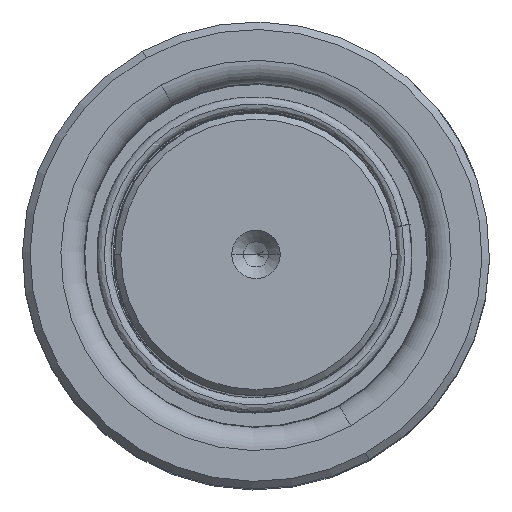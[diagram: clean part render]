
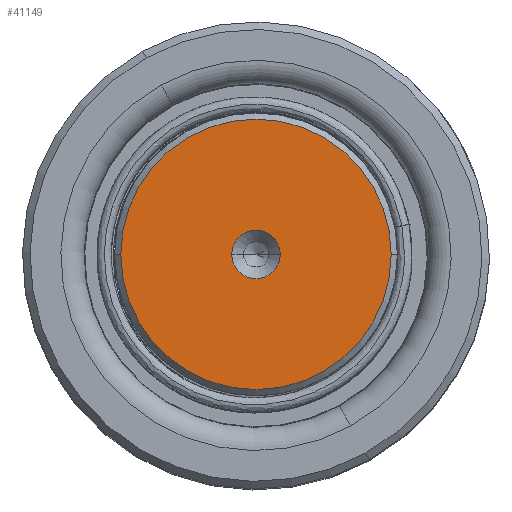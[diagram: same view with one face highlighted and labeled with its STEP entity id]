
A CAD part, top view. The second image highlights one B-rep face of the part: STEP entity #41149.
In plain terms, the highlighted planar face has unit normal (0, 0, 1).
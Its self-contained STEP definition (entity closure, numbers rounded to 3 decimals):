
#1530 = AXIS2_PLACEMENT_3D ( 'NONE', #32933, #13131, #27892 ) ;
#1912 = EDGE_CURVE ( 'NONE', #9658, #33724, #52147, .T. ) ;
#2861 = DIRECTION ( 'NONE',  ( 0., 0., 1. ) ) ;
#5235 = EDGE_LOOP ( 'NONE', ( #18257, #57009 ) ) ;
#6202 = EDGE_LOOP ( 'NONE', ( #29425, #53596 ) ) ;
#7686 = CARTESIAN_POINT ( 'NONE',  ( -3.85, 0., 200. ) ) ;
#7703 = CARTESIAN_POINT ( 'NONE',  ( 0., 0., 200. ) ) ;
#8870 = CARTESIAN_POINT ( 'NONE',  ( 0., 0., 200. ) ) ;
#9079 = DIRECTION ( 'NONE',  ( 0., 0., 1. ) ) ;
#9658 = VERTEX_POINT ( 'NONE', #7686 ) ;
#10616 = AXIS2_PLACEMENT_3D ( 'NONE', #8870, #9079, #52282 ) ;
#12652 = FACE_OUTER_BOUND ( 'NONE', #6202, .T. ) ;
#13131 = DIRECTION ( 'NONE',  ( 0., 0., 1. ) ) ;
#15149 = EDGE_CURVE ( 'NONE', #33142, #55435, #46472, .T. ) ;
#16247 = CARTESIAN_POINT ( 'NONE',  ( 21.514, 0., 200. ) ) ;
#16262 = EDGE_CURVE ( 'NONE', #55435, #33142, #55476, .T. ) ;
#18257 = ORIENTED_EDGE ( 'NONE', *, *, #41738, .F. ) ;
#21115 = CARTESIAN_POINT ( 'NONE',  ( 0., 0., 200. ) ) ;
#25812 = AXIS2_PLACEMENT_3D ( 'NONE', #37588, #56366, #42448 ) ;
#27892 = DIRECTION ( 'NONE',  ( 1., 0., 0. ) ) ;
#29425 = ORIENTED_EDGE ( 'NONE', *, *, #16262, .T. ) ;
#30794 = DIRECTION ( 'NONE',  ( 1., 0., 0. ) ) ;
#31537 = CARTESIAN_POINT ( 'NONE',  ( -21.514, 0., 200. ) ) ;
#32933 = CARTESIAN_POINT ( 'NONE',  ( 0., 0., 200. ) ) ;
#33142 = VERTEX_POINT ( 'NONE', #16247 ) ;
#33724 = VERTEX_POINT ( 'NONE', #52205 ) ;
#37588 = CARTESIAN_POINT ( 'NONE',  ( 0., 0., 200. ) ) ;
#41149 = ADVANCED_FACE ( 'NONE', ( #54108, #12652 ), #43450, .T. ) ;
#41738 = EDGE_CURVE ( 'NONE', #33724, #9658, #45033, .T. ) ;
#42448 = DIRECTION ( 'NONE',  ( 1., 0., 0. ) ) ;
#43450 = PLANE ( 'NONE',  #59459 ) ;
#45033 = CIRCLE ( 'NONE', #60315, 3.85 ) ;
#46040 = DIRECTION ( 'NONE',  ( 1., 0., 0. ) ) ;
#46472 = CIRCLE ( 'NONE', #1530, 21.514 ) ;
#52147 = CIRCLE ( 'NONE', #25812, 3.85 ) ;
#52205 = CARTESIAN_POINT ( 'NONE',  ( 3.85, 0., 200. ) ) ;
#52282 = DIRECTION ( 'NONE',  ( 1., 0., 0. ) ) ;
#53596 = ORIENTED_EDGE ( 'NONE', *, *, #15149, .T. ) ;
#54108 = FACE_BOUND ( 'NONE', #5235, .T. ) ;
#55435 = VERTEX_POINT ( 'NONE', #31537 ) ;
#55476 = CIRCLE ( 'NONE', #10616, 21.514 ) ;
#56366 = DIRECTION ( 'NONE',  ( 0., 0., 1. ) ) ;
#57009 = ORIENTED_EDGE ( 'NONE', *, *, #1912, .F. ) ;
#59459 = AXIS2_PLACEMENT_3D ( 'NONE', #21115, #59679, #30794 ) ;
#59679 = DIRECTION ( 'NONE',  ( 0., 0., 1. ) ) ;
#60315 = AXIS2_PLACEMENT_3D ( 'NONE', #7703, #2861, #46040 ) ;
